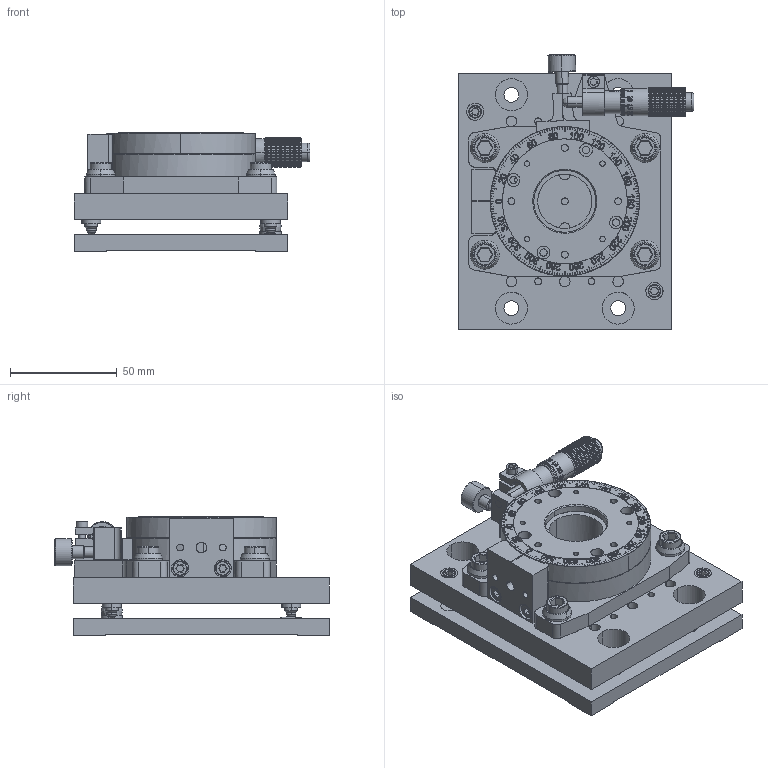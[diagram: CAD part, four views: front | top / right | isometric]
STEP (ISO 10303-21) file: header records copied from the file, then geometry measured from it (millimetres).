
FILE_DESCRIPTION(/* description */ (''),/* implementation_level */ '2;1');
FILE_NAME(/* name */ '02_MTP-RS-25',/* time_stamp */ '2025-06-05T09:13:47+03:00',/* author */ (''),/* organization */ (''),/* preprocessor_version */ 'ST-DEVELOPER v16.5',/* originating_system */ 'Rhino 7.34',/* authorisation */ '');
FILE_SCHEMA (('AUTOMOTIVE_DESIGN'));
Products named in the file (1): Document
Bounding box: 110.5 x 128.82 x 55.7 mm (x, y, z)
Volume: 326241.9 mm3; surface area: 129063.4 mm2
Topology: 55 solids, 55 shells, 6025 faces, 16987 edges, 10690 vertices
Faces by surface type: plane 4460, bspline 880, cylinder 685
Entity records: 193355 total; most frequent: CARTESIAN_POINT 74235, ORIENTED_EDGE 33962, EDGE_CURVE 16981, B_SPLINE_CURVE_WITH_KNOTS 14815, VERTEX_POINT 10690, EDGE_LOOP 6645, ADVANCED_FACE 6025, FACE_OUTER_BOUND 6025
